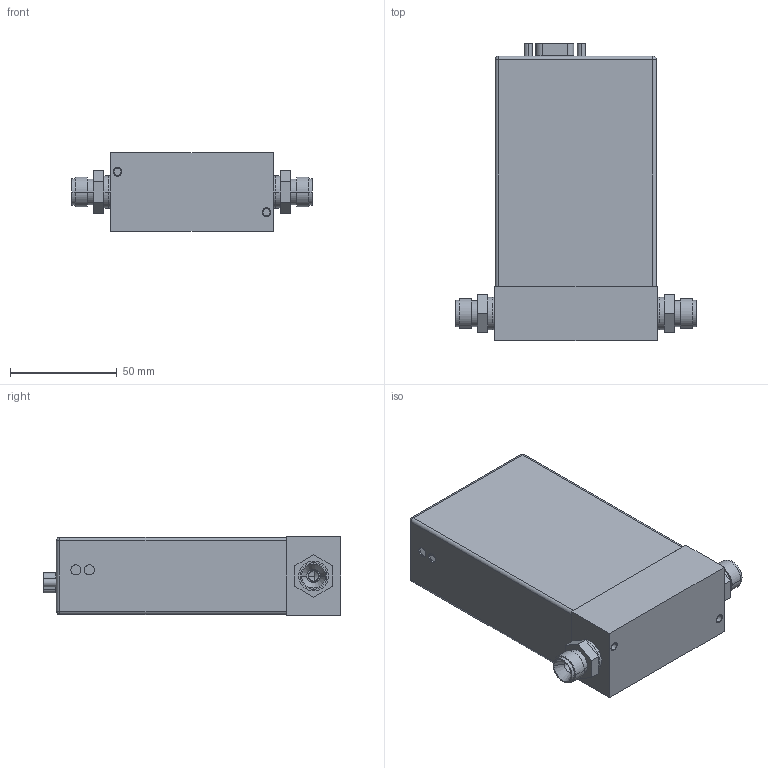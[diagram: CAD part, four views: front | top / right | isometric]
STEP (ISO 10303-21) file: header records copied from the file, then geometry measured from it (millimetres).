
FILE_DESCRIPTION((''),'2;1');
FILE_NAME('1179A_9PIN_SWAGELOK_ASM','2011-02-18T',('cockrofm'),('MKS Instruments, Inc.'),'PRO/ENGINEER BY PARAMETRIC TECHNOLOGY CORPORATION, 2009060','PRO/ENGINEER BY PARAMETRIC TECHNOLOGY CORPORATION, 2009060','');
FILE_SCHEMA(('CONFIG_CONTROL_DESIGN'));
Length unit declared in the file: inch
Products named in the file (6): 118253_FLOWBODY-TYPE-1179A; 120345-P2; 747250_9PIN; CONNECTOR-SCREWLOCK; 116158-P2_FTTNG-SWGLCK; 1179A_9PIN_SWAGELOK_ASM
Assembly tree (7 placements, depth 2):
  1179A_9PIN_SWAGELOK_ASM
    118253_FLOWBODY-TYPE-1179A
    120345-P2
    747250_9PIN
    CONNECTOR-SCREWLOCK  x2
    116158-P2_FTTNG-SWGLCK  x2
Bounding box: 112.78 x 139.45 x 36.83 mm (x, y, z)
Volume: 88027.1 mm3; surface area: 75209 mm2
Topology: 7 solids, 21 shells, 766 faces, 1932 edges, 1212 vertices
Faces by surface type: plane 409, cylinder 268, cone 57, torus 24, sphere 8
Entity records: 21774 total; most frequent: DIRECTION 3867, CARTESIAN_POINT 3847, ORIENTED_EDGE 3556, EDGE_CURVE 1804, AXIS2_PLACEMENT_3D 1345, VECTOR 1177, LINE 1177, VERTEX_POINT 1142
